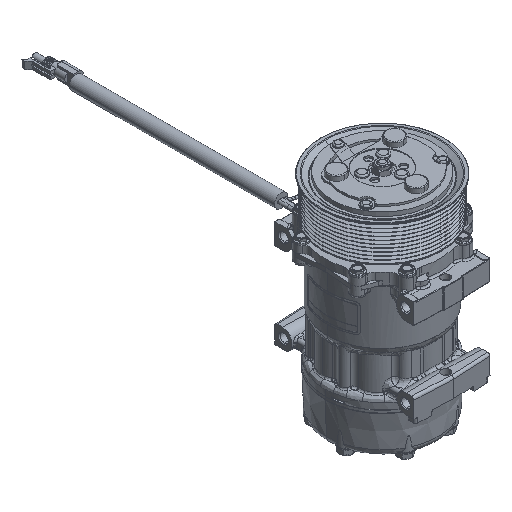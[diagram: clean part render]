
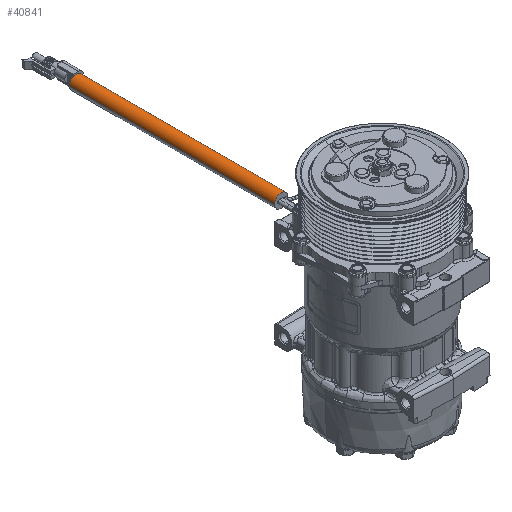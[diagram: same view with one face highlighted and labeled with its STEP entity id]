
A CAD part, isometric view. The second image highlights one B-rep face of the part: STEP entity #40841.
In plain terms, the highlighted cylindrical face has radius 7.05 mm (diameter 14.1 mm), a partial arc.
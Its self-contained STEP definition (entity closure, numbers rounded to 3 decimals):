
#40721 = EDGE_CURVE ( 'NONE', #40852, #40846, #106653, .T. ) ;
#40838 = ORIENTED_EDGE ( 'NONE', *, *, #40721, .F. ) ;
#40841 = ADVANCED_FACE ( 'NONE', ( #106893 ), #106892, .T. ) ;
#40843 = ORIENTED_EDGE ( 'NONE', *, *, #40847, .T. ) ;
#40844 = VERTEX_POINT ( 'NONE', #106887 ) ;
#40845 = EDGE_CURVE ( 'NONE', #40846, #40844, #106886, .T. ) ;
#40846 = VERTEX_POINT ( 'NONE', #106881 ) ;
#40847 = EDGE_CURVE ( 'NONE', #40851, #40844, #106880, .T. ) ;
#40848 = ORIENTED_EDGE ( 'NONE', *, *, #40845, .F. ) ;
#40849 = EDGE_LOOP ( 'NONE', ( #40853, #40843, #40848, #40838 ) ) ;
#40851 = VERTEX_POINT ( 'NONE', #106876 ) ;
#40852 = VERTEX_POINT ( 'NONE', #106875 ) ;
#40853 = ORIENTED_EDGE ( 'NONE', *, *, #40854, .F. ) ;
#40854 = EDGE_CURVE ( 'NONE', #40851, #40852, #106874, .T. ) ;
#106650 = DIRECTION ( 'NONE',  ( 0., -1., 0. ) ) ;
#106651 = VECTOR ( 'NONE', #106650, 1000. ) ;
#106652 = CARTESIAN_POINT ( 'NONE',  ( -12.407, 255.702, 57.449 ) ) ;
#106653 = LINE ( 'NONE', #106652, #106651 ) ;
#106870 = DIRECTION ( 'NONE',  ( -1., 0., 0. ) ) ;
#106871 = DIRECTION ( 'NONE',  ( 0., 1., 0. ) ) ;
#106872 = CARTESIAN_POINT ( 'NONE',  ( -19.436, 301.305, 57.449 ) ) ;
#106873 = AXIS2_PLACEMENT_3D ( 'NONE', #106872, #106871, #106870 ) ;
#106874 = CIRCLE ( 'NONE', #106873, 7.05 ) ;
#106875 = CARTESIAN_POINT ( 'NONE',  ( -12.386, 301.302, 57.449 ) ) ;
#106876 = CARTESIAN_POINT ( 'NONE',  ( -26.486, 301.309, 57.449 ) ) ;
#106877 = DIRECTION ( 'NONE',  ( 0., -1., 0. ) ) ;
#106878 = VECTOR ( 'NONE', #106877, 1000. ) ;
#106879 = CARTESIAN_POINT ( 'NONE',  ( -26.507, 255.709, 57.449 ) ) ;
#106880 = LINE ( 'NONE', #106879, #106878 ) ;
#106881 = CARTESIAN_POINT ( 'NONE',  ( -12.486, 85.702, 57.449 ) ) ;
#106882 = DIRECTION ( 'NONE',  ( 1., 0., 0. ) ) ;
#106883 = DIRECTION ( 'NONE',  ( 0., -1., 0. ) ) ;
#106884 = CARTESIAN_POINT ( 'NONE',  ( -19.536, 85.705, 57.449 ) ) ;
#106885 = AXIS2_PLACEMENT_3D ( 'NONE', #106884, #106883, #106882 ) ;
#106886 = CIRCLE ( 'NONE', #106885, 7.05 ) ;
#106887 = CARTESIAN_POINT ( 'NONE',  ( -26.586, 85.709, 57.449 ) ) ;
#106888 = DIRECTION ( 'NONE',  ( 1., 0., 0. ) ) ;
#106889 = DIRECTION ( 'NONE',  ( 0., -1., 0. ) ) ;
#106890 = CARTESIAN_POINT ( 'NONE',  ( -19.457, 255.705, 57.449 ) ) ;
#106891 = AXIS2_PLACEMENT_3D ( 'NONE', #106890, #106889, #106888 ) ;
#106892 = CYLINDRICAL_SURFACE ( 'NONE', #106891, 7.05 ) ;
#106893 = FACE_OUTER_BOUND ( 'NONE', #40849, .T. ) ;
